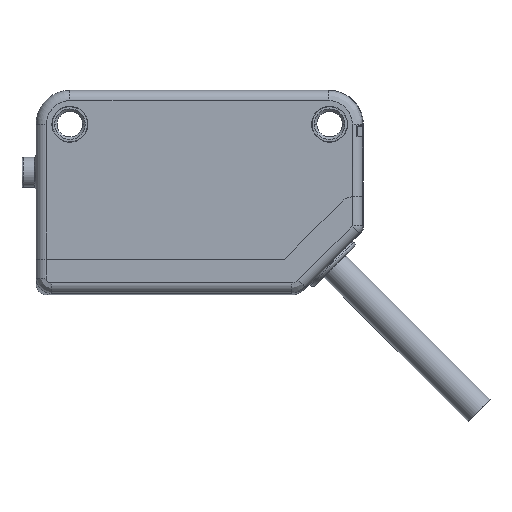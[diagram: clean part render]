
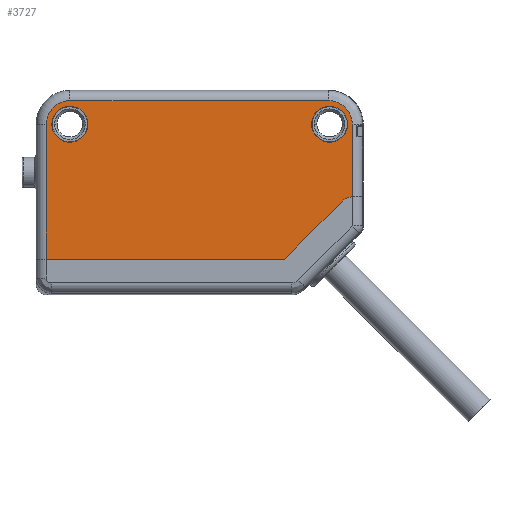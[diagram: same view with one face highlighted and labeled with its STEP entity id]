
A CAD part, left-side view. The second image highlights one B-rep face of the part: STEP entity #3727.
In plain terms, the highlighted planar face has unit normal (-1, 0, 0).
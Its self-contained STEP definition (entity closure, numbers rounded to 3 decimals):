
#1=DIRECTION('',(0.,0.,1.));
#2=VECTOR('',#1,7.103);
#3=CARTESIAN_POINT('',(-6.,-14.913,-0.403));
#4=LINE('',#3,#2);
#5=DIRECTION('',(0.,-0.707,0.707));
#6=VECTOR('',#5,8.005);
#7=CARTESIAN_POINT('',(-6.,-8.279,-6.5));
#8=LINE('',#7,#6);
#9=DIRECTION('',(0.,-1.,0.));
#10=VECTOR('',#9,23.279);
#11=CARTESIAN_POINT('',(-6.,15.,-6.5));
#12=LINE('',#11,#10);
#13=DIRECTION('',(0.,0.,-1.));
#14=VECTOR('',#13,13.2);
#15=CARTESIAN_POINT('',(-6.,15.,6.7));
#16=LINE('',#15,#14);
#17=CARTESIAN_POINT('',(-6.,12.7,6.7));
#18=DIRECTION('',(-1.,0.,0.));
#19=DIRECTION('',(0.,0.,1.));
#20=AXIS2_PLACEMENT_3D('',#17,#18,#19);
#22=DIRECTION('',(0.,1.,0.));
#23=VECTOR('',#22,25.312);
#24=CARTESIAN_POINT('',(-6.,-12.612,9.));
#25=LINE('',#24,#23);
#26=CARTESIAN_POINT('',(-6.,-14.913,6.7));
#27=CARTESIAN_POINT('',(-6.,-14.913,6.78));
#28=CARTESIAN_POINT('',(-6.,-14.904,6.939));
#29=CARTESIAN_POINT('',(-6.,-14.867,7.177));
#30=CARTESIAN_POINT('',(-6.,-14.805,7.41));
#31=CARTESIAN_POINT('',(-6.,-14.718,7.636));
#32=CARTESIAN_POINT('',(-6.,-14.609,7.851));
#33=CARTESIAN_POINT('',(-6.,-14.477,8.054));
#34=CARTESIAN_POINT('',(-6.,-14.325,8.242));
#35=CARTESIAN_POINT('',(-6.,-14.154,8.413));
#36=CARTESIAN_POINT('',(-6.,-13.966,8.565));
#37=CARTESIAN_POINT('',(-6.,-13.764,8.696));
#38=CARTESIAN_POINT('',(-6.,-13.548,8.806));
#39=CARTESIAN_POINT('',(-6.,-13.323,8.892));
#40=CARTESIAN_POINT('',(-6.,-13.089,8.954));
#41=CARTESIAN_POINT('',(-6.,-12.851,8.992));
#42=CARTESIAN_POINT('',(-6.,-12.692,9.));
#43=CARTESIAN_POINT('',(-6.,-12.612,9.));
#45=CARTESIAN_POINT('',(-6.,-12.7,6.7));
#46=DIRECTION('',(1.,0.,0.));
#47=DIRECTION('',(0.,0.,-1.));
#48=AXIS2_PLACEMENT_3D('',#45,#46,#47);
#50=CARTESIAN_POINT('',(-6.,-12.7,6.7));
#51=DIRECTION('',(1.,0.,0.));
#52=DIRECTION('',(0.,0.,1.));
#53=AXIS2_PLACEMENT_3D('',#50,#51,#52);
#55=CARTESIAN_POINT('',(-6.,12.7,6.7));
#56=DIRECTION('',(1.,0.,0.));
#57=DIRECTION('',(0.,0.,-1.));
#58=AXIS2_PLACEMENT_3D('',#55,#56,#57);
#60=CARTESIAN_POINT('',(-6.,12.7,6.7));
#61=DIRECTION('',(1.,0.,0.));
#62=DIRECTION('',(0.,0.,1.));
#63=AXIS2_PLACEMENT_3D('',#60,#61,#62);
#1523=CARTESIAN_POINT('',(-6.,-15.,-1.9));
#1524=DIRECTION('',(1.,0.,0.));
#1525=DIRECTION('',(0.,0.707,0.707));
#1526=AXIS2_PLACEMENT_3D('',#1523,#1524,#1525);
#3094=CARTESIAN_POINT('',(-6.,-8.279,-6.5));
#3096=VERTEX_POINT('',#3094);
#3174=VERTEX_POINT('',#26);
#3175=VERTEX_POINT('',#43);
#3178=CARTESIAN_POINT('',(-6.,12.7,9.));
#3179=VERTEX_POINT('',#3178);
#3213=CARTESIAN_POINT('',(-6.,-13.939,-0.839));
#3214=VERTEX_POINT('',#3213);
#3217=CARTESIAN_POINT('',(-6.,-14.913,-0.403));
#3218=VERTEX_POINT('',#3217);
#3271=CARTESIAN_POINT('',(-6.,15.,-6.5));
#3273=VERTEX_POINT('',#3271);
#3277=CARTESIAN_POINT('',(-6.,15.,6.7));
#3278=VERTEX_POINT('',#3277);
#3387=CARTESIAN_POINT('',(-6.,12.7,4.94));
#3388=CARTESIAN_POINT('',(-6.,12.7,8.46));
#3389=VERTEX_POINT('',#3387);
#3390=VERTEX_POINT('',#3388);
#3395=CARTESIAN_POINT('',(-6.,-12.7,4.94));
#3396=CARTESIAN_POINT('',(-6.,-12.7,8.46));
#3397=VERTEX_POINT('',#3395);
#3398=VERTEX_POINT('',#3396);
#3692=CARTESIAN_POINT('',(-6.,0.,0.));
#3693=DIRECTION('',(1.,0.,0.));
#3694=DIRECTION('',(0.,0.,-1.));
#3695=AXIS2_PLACEMENT_3D('',#3692,#3693,#3694);
#3696=PLANE('',#3695);
#3698=ORIENTED_EDGE('',*,*,#3697,.F.);
#3700=ORIENTED_EDGE('',*,*,#3699,.F.);
#3702=ORIENTED_EDGE('',*,*,#3701,.F.);
#3704=ORIENTED_EDGE('',*,*,#3703,.F.);
#3706=ORIENTED_EDGE('',*,*,#3705,.F.);
#3708=ORIENTED_EDGE('',*,*,#3707,.F.);
#3710=ORIENTED_EDGE('',*,*,#3709,.F.);
#3712=ORIENTED_EDGE('',*,*,#3711,.F.);
#3713=EDGE_LOOP('',(#3698,#3700,#3702,#3704,#3706,#3708,#3710,#3712));
#3714=FACE_OUTER_BOUND('',#3713,.F.);
#3716=ORIENTED_EDGE('',*,*,#3715,.F.);
#3718=ORIENTED_EDGE('',*,*,#3717,.F.);
#3719=EDGE_LOOP('',(#3716,#3718));
#3720=FACE_BOUND('',#3719,.F.);
#3722=ORIENTED_EDGE('',*,*,#3721,.F.);
#3724=ORIENTED_EDGE('',*,*,#3723,.F.);
#3725=EDGE_LOOP('',(#3722,#3724));
#3726=FACE_BOUND('',#3725,.F.);
#3727=ADVANCED_FACE('',(#3714,#3720,#3726),#3696,.F.);
#21=CIRCLE('',#20,2.3);
#44=B_SPLINE_CURVE_WITH_KNOTS('',3,(#26,#27,#28,#29,#30,#31,#32,#33,#34,#35,#36,
#37,#38,#39,#40,#41,#42,#43),.UNSPECIFIED.,.F.,.F.,(4,1,1,1,1,1,1,1,1,1,1,1,1,1,
1,4),(0.,0.067,0.133,0.2,0.267,
0.333,0.4,0.467,0.533,0.6,
0.667,0.733,0.8,0.867,0.933,
1.),.UNSPECIFIED.);
#49=CIRCLE('',#48,1.76);
#54=CIRCLE('',#53,1.76);
#59=CIRCLE('',#58,1.76);
#64=CIRCLE('',#63,1.76);
#1527=CIRCLE('',#1526,1.5);
#3697=EDGE_CURVE('',#3218,#3174,#4,.T.);
#3699=EDGE_CURVE('',#3214,#3218,#1527,.T.);
#3701=EDGE_CURVE('',#3096,#3214,#8,.T.);
#3703=EDGE_CURVE('',#3273,#3096,#12,.T.);
#3705=EDGE_CURVE('',#3278,#3273,#16,.T.);
#3707=EDGE_CURVE('',#3179,#3278,#21,.T.);
#3709=EDGE_CURVE('',#3175,#3179,#25,.T.);
#3711=EDGE_CURVE('',#3174,#3175,#44,.T.);
#3715=EDGE_CURVE('',#3397,#3398,#49,.T.);
#3717=EDGE_CURVE('',#3398,#3397,#54,.T.);
#3721=EDGE_CURVE('',#3389,#3390,#59,.T.);
#3723=EDGE_CURVE('',#3390,#3389,#64,.T.);
